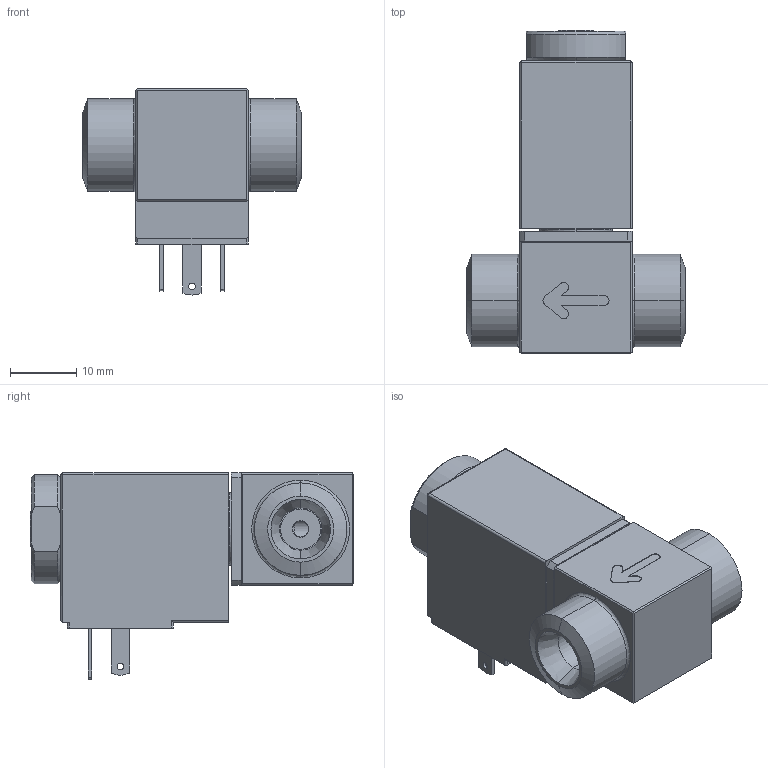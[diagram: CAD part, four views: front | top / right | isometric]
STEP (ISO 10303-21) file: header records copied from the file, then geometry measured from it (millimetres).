
FILE_DESCRIPTION (( 'STEP AP214' ), '1' );
FILE_NAME ('PFI13936.step', '2017-07-10T10:26:29', ( 'install' ), ( '' ), 'SwSTEP 2.0', 'SolidWorks 2015', '' );
FILE_SCHEMA (( 'AUTOMOTIVE_DESIGN' ));
Length unit declared in the file: millimetre
Products named in the file (1): PFI13936
Bounding box: 33 x 48.9 x 31.2 mm (x, y, z)
Volume: 16932.5 mm3; surface area: 9162.4 mm2
Topology: 5 solids, 5 shells, 467 faces, 1055 edges, 623 vertices
Faces by surface type: cylinder 173, cone 128, plane 118, bspline 48
Entity records: 14216 total; most frequent: CARTESIAN_POINT 3615, DIRECTION 2375, ORIENTED_EDGE 2078, EDGE_CURVE 1039, AXIS2_PLACEMENT_3D 956, VERTEX_POINT 623, CIRCLE 536, EDGE_LOOP 530
